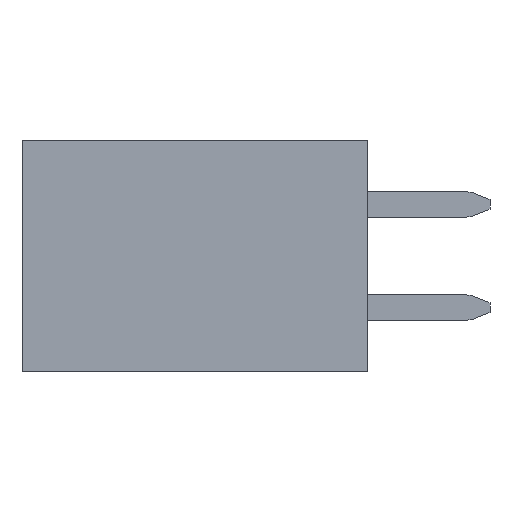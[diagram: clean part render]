
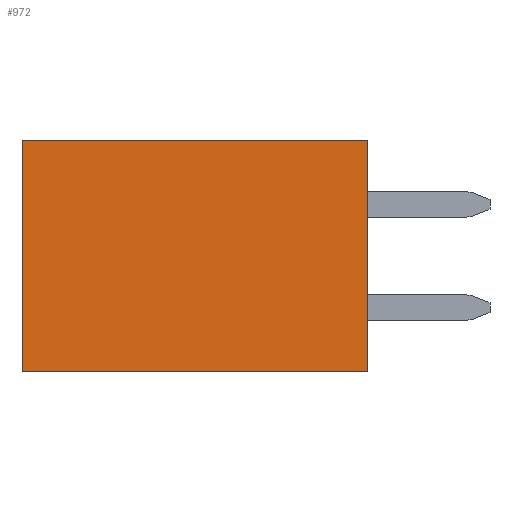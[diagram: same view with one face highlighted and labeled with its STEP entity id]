
A CAD part, left-side view. The second image highlights one B-rep face of the part: STEP entity #972.
In plain terms, the highlighted planar face has unit normal (-1, 0, 0).
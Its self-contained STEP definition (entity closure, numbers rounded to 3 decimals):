
#58=FACE_OUTER_BOUND('',#112,.T.);
#112=EDGE_LOOP('',(#657,#658,#659,#660));
#175=LINE('',#1371,#303);
#177=LINE('',#1375,#305);
#178=LINE('',#1377,#306);
#179=LINE('',#1378,#307);
#303=VECTOR('',#1111,10.);
#305=VECTOR('',#1115,10.);
#306=VECTOR('',#1116,10.);
#307=VECTOR('',#1117,10.);
#431=VERTEX_POINT('',#1368);
#432=VERTEX_POINT('',#1370);
#433=VERTEX_POINT('',#1374);
#434=VERTEX_POINT('',#1376);
#519=EDGE_CURVE('',#432,#431,#175,.T.);
#521=EDGE_CURVE('',#433,#431,#177,.T.);
#522=EDGE_CURVE('',#434,#433,#178,.T.);
#523=EDGE_CURVE('',#432,#434,#179,.T.);
#657=ORIENTED_EDGE('',*,*,#521,.F.);
#658=ORIENTED_EDGE('',*,*,#522,.F.);
#659=ORIENTED_EDGE('',*,*,#523,.F.);
#660=ORIENTED_EDGE('',*,*,#519,.T.);
#922=PLANE('',#1040);
#972=ADVANCED_FACE('',(#58),#922,.F.);
#1040=AXIS2_PLACEMENT_3D('',#1373,#1113,#1114);
#1111=DIRECTION('',(0.,1.,0.));
#1113=DIRECTION('center_axis',(1.,0.,0.));
#1114=DIRECTION('ref_axis',(0.,0.,-1.));
#1115=DIRECTION('',(0.,0.,1.));
#1116=DIRECTION('',(0.,1.,0.));
#1117=DIRECTION('',(0.,0.,-1.));
#1368=CARTESIAN_POINT('',(-2.5,8.5,-45.72));
#1370=CARTESIAN_POINT('',(-2.5,0.,-45.72));
#1371=CARTESIAN_POINT('',(-2.5,0.,-45.72));
#1373=CARTESIAN_POINT('Origin',(-2.5,0.,-45.72));
#1374=CARTESIAN_POINT('',(-2.5,8.5,-51.4));
#1375=CARTESIAN_POINT('',(-2.5,8.5,-35.71));
#1376=CARTESIAN_POINT('',(-2.5,0.,-51.4));
#1377=CARTESIAN_POINT('',(-2.5,2.125,-51.4));
#1378=CARTESIAN_POINT('',(-2.5,0.,-35.71));
